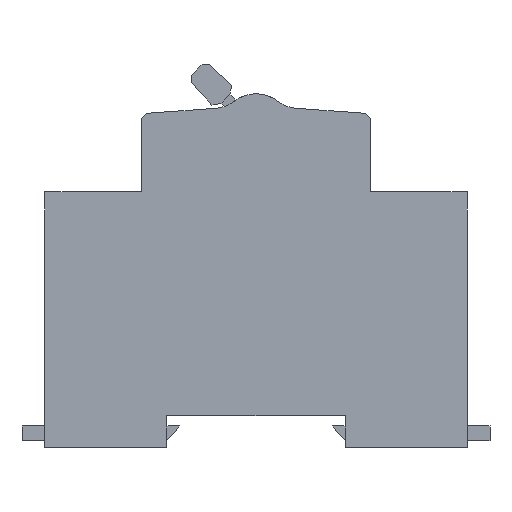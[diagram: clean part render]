
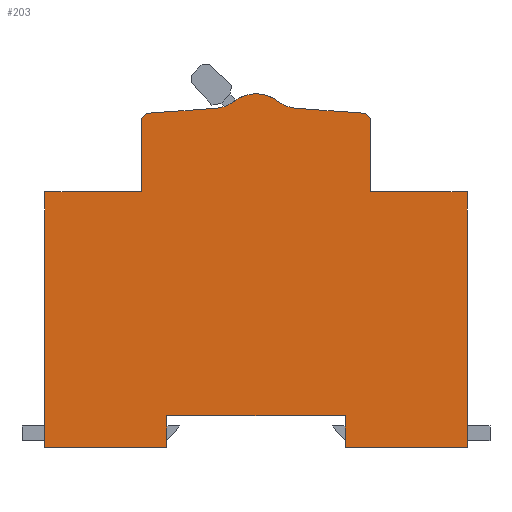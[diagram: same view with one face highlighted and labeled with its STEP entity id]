
A CAD part, left-side view. The second image highlights one B-rep face of the part: STEP entity #203.
In plain terms, the highlighted planar face has unit normal (-1, 0, 0).
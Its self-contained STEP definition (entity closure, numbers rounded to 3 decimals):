
#22 = VERTEX_POINT('',#23);
#23 = CARTESIAN_POINT('',(-9.,-41.5,50.2));
#40 = VERTEX_POINT('',#41);
#41 = CARTESIAN_POINT('',(-9.,-22.5,50.2));
#47 = EDGE_CURVE('',#22,#40,#48,.T.);
#48 = LINE('',#49,#50);
#49 = CARTESIAN_POINT('',(-9.,-41.5,50.2));
#50 = VECTOR('',#51,1.);
#51 = DIRECTION('',(0.,1.,0.));
#73 = VERTEX_POINT('',#74);
#74 = CARTESIAN_POINT('',(-9.,-41.5,0.));
#89 = EDGE_CURVE('',#73,#22,#90,.T.);
#90 = LINE('',#91,#92);
#91 = CARTESIAN_POINT('',(-9.,-41.5,0.));
#92 = VECTOR('',#93,1.);
#93 = DIRECTION('',(0.,0.,1.));
#203 = ADVANCED_FACE('',(#204),#339,.F.);
#204 = FACE_BOUND('',#205,.T.);
#205 = EDGE_LOOP('',(#206,#207,#215,#224,#232,#241,#250,#259,#267,#276,
    #284,#292,#300,#308,#316,#324,#332,#338));
#206 = ORIENTED_EDGE('',*,*,#47,.T.);
#207 = ORIENTED_EDGE('',*,*,#208,.T.);
#208 = EDGE_CURVE('',#40,#209,#211,.T.);
#209 = VERTEX_POINT('',#210);
#210 = CARTESIAN_POINT('',(-9.,-22.5,64.2));
#211 = LINE('',#212,#213);
#212 = CARTESIAN_POINT('',(-9.,-22.5,50.2));
#213 = VECTOR('',#214,1.);
#214 = DIRECTION('',(0.,0.,1.));
#215 = ORIENTED_EDGE('',*,*,#216,.F.);
#216 = EDGE_CURVE('',#217,#209,#219,.T.);
#217 = VERTEX_POINT('',#218);
#218 = CARTESIAN_POINT('',(-9.,-21.108,65.696));
#219 = CIRCLE('',#220,1.5);
#220 = AXIS2_PLACEMENT_3D('',#221,#222,#223);
#221 = CARTESIAN_POINT('',(-9.,-21.,64.2));
#222 = DIRECTION('',(1.,0.,0.));
#223 = DIRECTION('',(0.,1.,0.));
#224 = ORIENTED_EDGE('',*,*,#225,.T.);
#225 = EDGE_CURVE('',#217,#226,#228,.T.);
#226 = VERTEX_POINT('',#227);
#227 = CARTESIAN_POINT('',(-9.,-7.996,66.642));
#228 = LINE('',#229,#230);
#229 = CARTESIAN_POINT('',(-9.,-21.108,65.696));
#230 = VECTOR('',#231,1.);
#231 = DIRECTION('',(0.,0.997,0.072));
#232 = ORIENTED_EDGE('',*,*,#233,.T.);
#233 = EDGE_CURVE('',#226,#234,#236,.T.);
#234 = VERTEX_POINT('',#235);
#235 = CARTESIAN_POINT('',(-9.,-4.25,68.062));
#236 = CIRCLE('',#237,7.);
#237 = AXIS2_PLACEMENT_3D('',#238,#239,#240);
#238 = CARTESIAN_POINT('',(-9.,-8.5,73.624));
#239 = DIRECTION('',(1.,0.,0.));
#240 = DIRECTION('',(0.,1.,0.));
#241 = ORIENTED_EDGE('',*,*,#242,.F.);
#242 = EDGE_CURVE('',#243,#234,#245,.T.);
#243 = VERTEX_POINT('',#244);
#244 = CARTESIAN_POINT('',(-9.,4.25,68.062));
#245 = CIRCLE('',#246,7.);
#246 = AXIS2_PLACEMENT_3D('',#247,#248,#249);
#247 = CARTESIAN_POINT('',(-9.,0.,62.5));
#248 = DIRECTION('',(1.,0.,0.));
#249 = DIRECTION('',(0.,1.,0.));
#250 = ORIENTED_EDGE('',*,*,#251,.T.);
#251 = EDGE_CURVE('',#243,#252,#254,.T.);
#252 = VERTEX_POINT('',#253);
#253 = CARTESIAN_POINT('',(-9.,7.996,66.642));
#254 = CIRCLE('',#255,7.);
#255 = AXIS2_PLACEMENT_3D('',#256,#257,#258);
#256 = CARTESIAN_POINT('',(-9.,8.5,73.624));
#257 = DIRECTION('',(1.,0.,0.));
#258 = DIRECTION('',(0.,1.,0.));
#259 = ORIENTED_EDGE('',*,*,#260,.T.);
#260 = EDGE_CURVE('',#252,#261,#263,.T.);
#261 = VERTEX_POINT('',#262);
#262 = CARTESIAN_POINT('',(-9.,21.108,65.696));
#263 = LINE('',#264,#265);
#264 = CARTESIAN_POINT('',(-9.,7.996,66.642));
#265 = VECTOR('',#266,1.);
#266 = DIRECTION('',(0.,0.997,-0.072));
#267 = ORIENTED_EDGE('',*,*,#268,.F.);
#268 = EDGE_CURVE('',#269,#261,#271,.T.);
#269 = VERTEX_POINT('',#270);
#270 = CARTESIAN_POINT('',(-9.,22.5,64.2));
#271 = CIRCLE('',#272,1.5);
#272 = AXIS2_PLACEMENT_3D('',#273,#274,#275);
#273 = CARTESIAN_POINT('',(-9.,21.,64.2));
#274 = DIRECTION('',(1.,0.,0.));
#275 = DIRECTION('',(0.,1.,0.));
#276 = ORIENTED_EDGE('',*,*,#277,.T.);
#277 = EDGE_CURVE('',#269,#278,#280,.T.);
#278 = VERTEX_POINT('',#279);
#279 = CARTESIAN_POINT('',(-9.,22.5,50.2));
#280 = LINE('',#281,#282);
#281 = CARTESIAN_POINT('',(-9.,22.5,64.2));
#282 = VECTOR('',#283,1.);
#283 = DIRECTION('',(0.,0.,-1.));
#284 = ORIENTED_EDGE('',*,*,#285,.T.);
#285 = EDGE_CURVE('',#278,#286,#288,.T.);
#286 = VERTEX_POINT('',#287);
#287 = CARTESIAN_POINT('',(-9.,41.5,50.2));
#288 = LINE('',#289,#290);
#289 = CARTESIAN_POINT('',(-9.,22.5,50.2));
#290 = VECTOR('',#291,1.);
#291 = DIRECTION('',(0.,1.,0.));
#292 = ORIENTED_EDGE('',*,*,#293,.T.);
#293 = EDGE_CURVE('',#286,#294,#296,.T.);
#294 = VERTEX_POINT('',#295);
#295 = CARTESIAN_POINT('',(-9.,41.5,0.));
#296 = LINE('',#297,#298);
#297 = CARTESIAN_POINT('',(-9.,41.5,50.2));
#298 = VECTOR('',#299,1.);
#299 = DIRECTION('',(0.,0.,-1.));
#300 = ORIENTED_EDGE('',*,*,#301,.T.);
#301 = EDGE_CURVE('',#294,#302,#304,.T.);
#302 = VERTEX_POINT('',#303);
#303 = CARTESIAN_POINT('',(-9.,17.5,0.));
#304 = LINE('',#305,#306);
#305 = CARTESIAN_POINT('',(-9.,41.5,0.));
#306 = VECTOR('',#307,1.);
#307 = DIRECTION('',(0.,-1.,0.));
#308 = ORIENTED_EDGE('',*,*,#309,.T.);
#309 = EDGE_CURVE('',#302,#310,#312,.T.);
#310 = VERTEX_POINT('',#311);
#311 = CARTESIAN_POINT('',(-9.,17.5,6.2));
#312 = LINE('',#313,#314);
#313 = CARTESIAN_POINT('',(-9.,17.5,0.));
#314 = VECTOR('',#315,1.);
#315 = DIRECTION('',(0.,0.,1.));
#316 = ORIENTED_EDGE('',*,*,#317,.T.);
#317 = EDGE_CURVE('',#310,#318,#320,.T.);
#318 = VERTEX_POINT('',#319);
#319 = CARTESIAN_POINT('',(-9.,-17.5,6.2));
#320 = LINE('',#321,#322);
#321 = CARTESIAN_POINT('',(-9.,17.5,6.2));
#322 = VECTOR('',#323,1.);
#323 = DIRECTION('',(0.,-1.,0.));
#324 = ORIENTED_EDGE('',*,*,#325,.T.);
#325 = EDGE_CURVE('',#318,#326,#328,.T.);
#326 = VERTEX_POINT('',#327);
#327 = CARTESIAN_POINT('',(-9.,-17.5,0.));
#328 = LINE('',#329,#330);
#329 = CARTESIAN_POINT('',(-9.,-17.5,6.2));
#330 = VECTOR('',#331,1.);
#331 = DIRECTION('',(0.,0.,-1.));
#332 = ORIENTED_EDGE('',*,*,#333,.T.);
#333 = EDGE_CURVE('',#326,#73,#334,.T.);
#334 = LINE('',#335,#336);
#335 = CARTESIAN_POINT('',(-9.,-17.5,0.));
#336 = VECTOR('',#337,1.);
#337 = DIRECTION('',(0.,-1.,0.));
#338 = ORIENTED_EDGE('',*,*,#89,.T.);
#339 = PLANE('',#340);
#340 = AXIS2_PLACEMENT_3D('',#341,#342,#343);
#341 = CARTESIAN_POINT('',(-9.,0.,30.621));
#342 = DIRECTION('',(1.,0.,0.));
#343 = DIRECTION('',(0.,0.,1.));
